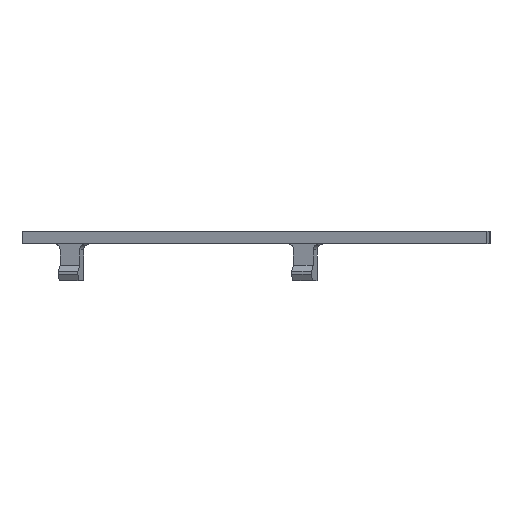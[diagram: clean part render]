
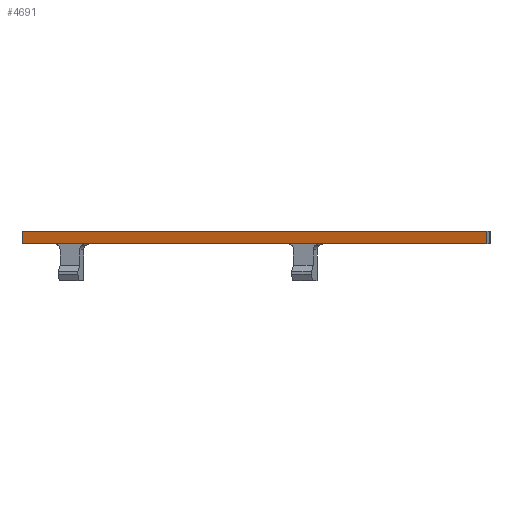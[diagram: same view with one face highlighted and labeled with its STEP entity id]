
A CAD part, front view. The second image highlights one B-rep face of the part: STEP entity #4691.
In plain terms, the highlighted planar face has unit normal (-0.309, -0.951, 0).
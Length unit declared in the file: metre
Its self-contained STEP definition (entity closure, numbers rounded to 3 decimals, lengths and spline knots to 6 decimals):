
#586=ORIENTED_EDGE('',*,*,#1660,.T.);
#587=ORIENTED_EDGE('',*,*,#1967,.T.);
#588=ORIENTED_EDGE('',*,*,#1867,.F.);
#589=ORIENTED_EDGE('',*,*,#1966,.T.);
#1660=EDGE_CURVE('',#2358,#2357,#2796,.T.);
#1867=EDGE_CURVE('',#2564,#2565,#2968,.T.);
#1966=EDGE_CURVE('',#2564,#2358,#3049,.T.);
#1967=EDGE_CURVE('',#2357,#2565,#3050,.T.);
#2357=VERTEX_POINT('',#6803);
#2358=VERTEX_POINT('',#6805);
#2564=VERTEX_POINT('',#7768);
#2565=VERTEX_POINT('',#7770);
#2796=LINE('',#6804,#3405);
#2968=LINE('',#7769,#3577);
#3049=LINE('',#8192,#3658);
#3050=LINE('',#8194,#3659);
#3405=VECTOR('',#5271,1.);
#3577=VECTOR('',#5449,1.);
#3658=VECTOR('',#5552,1.);
#3659=VECTOR('',#5555,1.);
#3972=EDGE_LOOP('',(#586,#587,#588,#589));
#4257=FACE_BOUND('',#3972,.T.);
#4497=PLANE('',#4954);
#4691=ADVANCED_FACE('',(#4257),#4497,.F.);
#4954=AXIS2_PLACEMENT_3D('',#8193,#5553,#5554);
#5271=DIRECTION('',(0.951,-0.309,0.));
#5449=DIRECTION('',(0.951,-0.309,0.));
#5552=DIRECTION('',(0.,0.,-1.));
#5553=DIRECTION('',(0.309,0.951,0.));
#5554=DIRECTION('',(-0.951,0.309,0.));
#5555=DIRECTION('',(0.,0.,1.));
#6803=CARTESIAN_POINT('',(-0.022261,-0.039031,0.));
#6804=CARTESIAN_POINT('',(-0.095927,-0.015096,0.));
#6805=CARTESIAN_POINT('',(-0.098,-0.014422,0.));
#7768=CARTESIAN_POINT('',(-0.098,-0.014422,0.002));
#7769=CARTESIAN_POINT('',(-0.095927,-0.015096,0.002));
#7770=CARTESIAN_POINT('',(-0.022261,-0.039031,0.002));
#8192=CARTESIAN_POINT('',(-0.098,-0.014422,0.002));
#8193=CARTESIAN_POINT('',(-0.095927,-0.015096,0.002));
#8194=CARTESIAN_POINT('',(-0.022261,-0.039031,0.));
